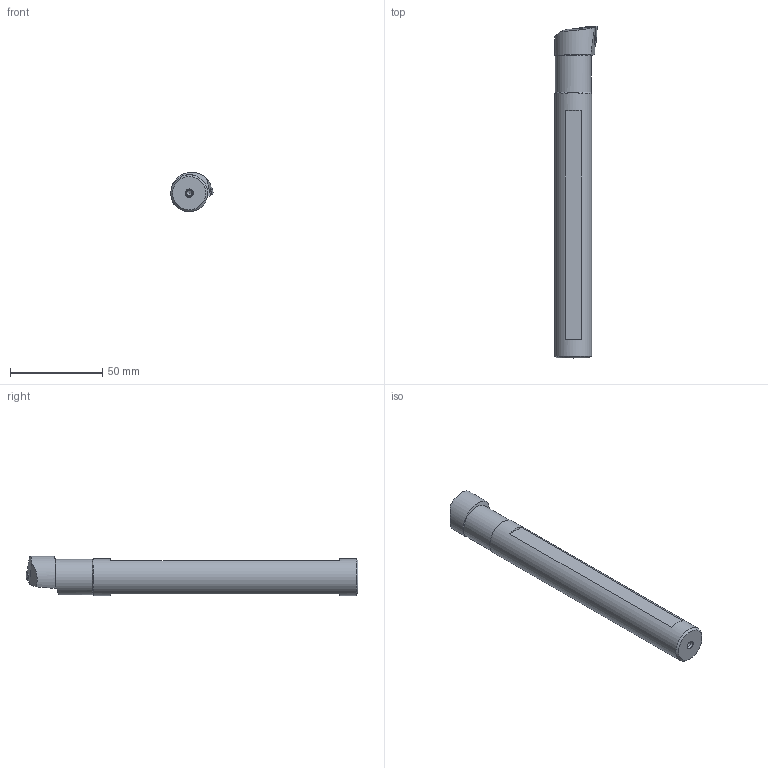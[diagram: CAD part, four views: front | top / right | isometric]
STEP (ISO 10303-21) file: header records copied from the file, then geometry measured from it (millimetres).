
FILE_DESCRIPTION(/* description */ (''),/* implementation_level */ '2;1');
FILE_NAME(/* name */ 'A20Q-PCLNR09.stp',/* time_stamp */ '2023-01-03T14:01:57+01:00',/* author */ (''),/* organization */ (''),/* preprocessor_version */ 'ST-DEVELOPER v16.7',/* originating_system */ 'SIEMENS PLM Software NX 12.0',/* authorisation */ '');
FILE_SCHEMA (('AUTOMOTIVE_DESIGN { 1 0 10303 214 3 1 1 1 }'));
Length unit declared in the file: millimetre
Products named in the file (1): kl624DA0351Fwm4t
Bounding box: 22.98 x 179.99 x 21.3 mm (x, y, z)
Volume: 53098.6 mm3; surface area: 12051.9 mm2
Topology: 2 solids, 2 shells, 36 faces, 86 edges, 56 vertices
Faces by surface type: plane 21, cylinder 9, cone 6
Full cylindrical faces by diameter (mm): 3 x1, 3.7 x1, 19.3 x1, 20 x1
Entity records: 1027 total; most frequent: CARTESIAN_POINT 180, DIRECTION 175, ORIENTED_EDGE 148, EDGE_CURVE 74, AXIS2_PLACEMENT_3D 68, VERTEX_POINT 54, EDGE_LOOP 49, LINE 39
